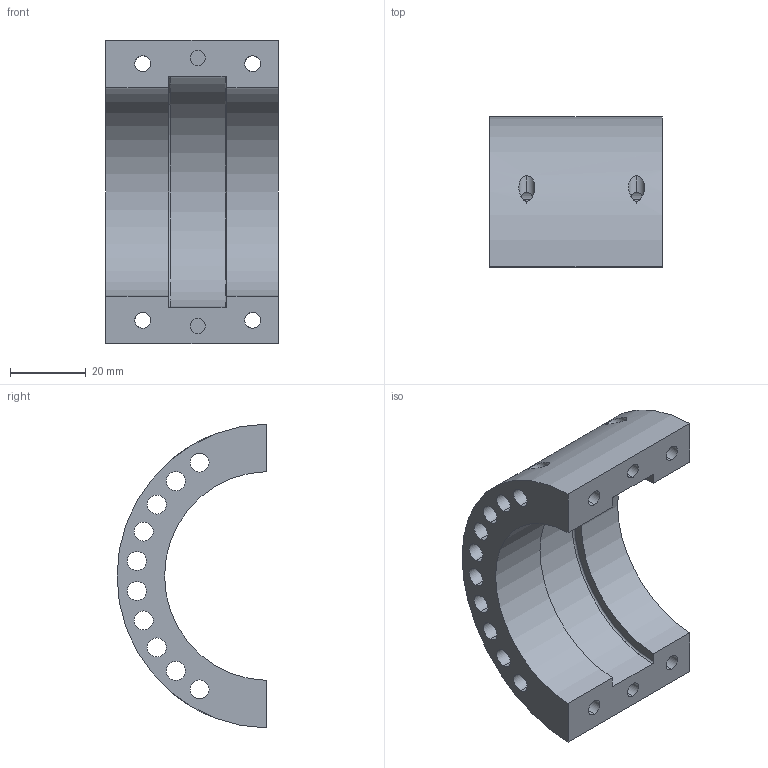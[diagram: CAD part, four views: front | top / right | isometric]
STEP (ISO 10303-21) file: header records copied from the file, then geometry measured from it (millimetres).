
FILE_DESCRIPTION (( 'STEP AP203' ), '1' );
FILE_NAME ('demi coquille part 2.STEP', '2021-09-24T14:51:31', ( '' ), ( '' ), 'SwSTEP 2.0', 'SolidWorks 2020', '' );
FILE_SCHEMA (( 'CONFIG_CONTROL_DESIGN' ));
Length unit declared in the file: millimetre
Products named in the file (1): demi coquille part 2
Bounding box: 45.4 x 39.45 x 79.99 mm (x, y, z)
Volume: 45093.1 mm3; surface area: 21685 mm2
Topology: 1 solids, 1 shells, 46 faces, 150 edges, 100 vertices
Faces by surface type: cylinder 36, plane 8, torus 2
Entity records: 2257 total; most frequent: CARTESIAN_POINT 781, ORIENTED_EDGE 300, DIRECTION 282, EDGE_CURVE 150, AXIS2_PLACEMENT_3D 113, VERTEX_POINT 100, EDGE_LOOP 76, CIRCLE 66
